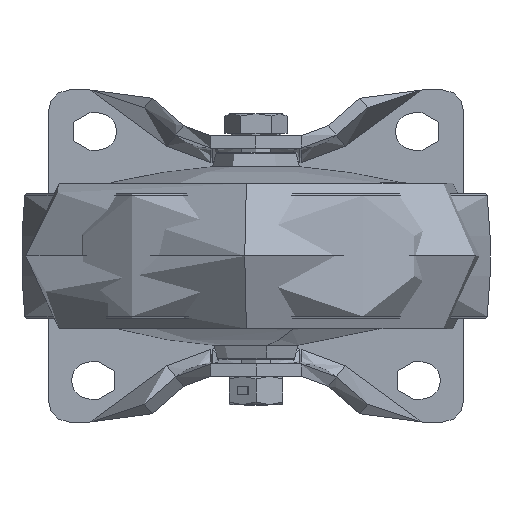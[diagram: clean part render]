
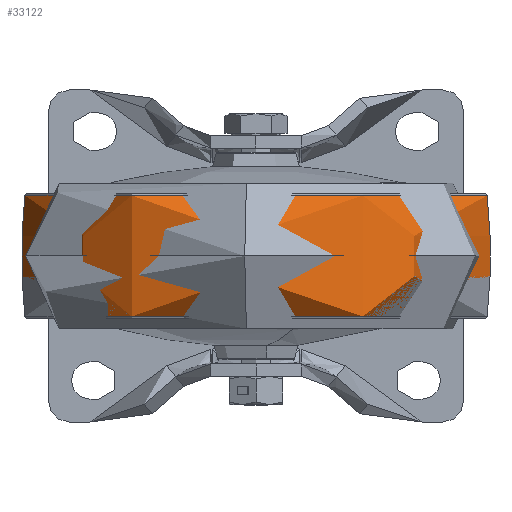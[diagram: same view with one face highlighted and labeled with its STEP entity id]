
A CAD part, front view. The second image highlights one B-rep face of the part: STEP entity #33122.
In plain terms, the highlighted toroidal (fillet/blend) face has major radius 83.478 mm and minor radius 140 mm.
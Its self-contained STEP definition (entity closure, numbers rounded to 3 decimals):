
#1318 = VERTEX_POINT ( 'NONE', #11096 ) ;
#2528 = EDGE_CURVE ( 'NONE', #41461, #57060, #17077, .T. ) ;
#3450 = FACE_OUTER_BOUND ( 'NONE', #47865, .T. ) ;
#4843 = AXIS2_PLACEMENT_3D ( 'NONE', #44708, #36131, #13219 ) ;
#4934 = CARTESIAN_POINT ( 'NONE',  ( 103.404, -92.5, 355.758 ) ) ;
#6303 = DIRECTION ( 'NONE',  ( -0.999, 0.043, 0. ) ) ;
#6833 = CARTESIAN_POINT ( 'NONE',  ( 186.804, -96.124, 355.758 ) ) ;
#8104 = DIRECTION ( 'NONE',  ( -0.999, 0.043, 0. ) ) ;
#8684 = ORIENTED_EDGE ( 'NONE', *, *, #25798, .T. ) ;
#11096 = CARTESIAN_POINT ( 'NONE',  ( 47.697, -90.079, 370.342 ) ) ;
#11372 = AXIS2_PLACEMENT_3D ( 'NONE', #6833, #25421, #44148 ) ;
#11766 = CIRCLE ( 'NONE', #54528, 55.76 ) ;
#13219 = DIRECTION ( 'NONE',  ( -0.999, 0.043, 0. ) ) ;
#17077 = CIRCLE ( 'NONE', #34663, 55.76 ) ;
#17709 = ORIENTED_EDGE ( 'NONE', *, *, #56540, .F. ) ;
#18472 = CIRCLE ( 'NONE', #4843, 140. ) ;
#22942 = DIRECTION ( 'NONE',  ( -0.999, 0.043, 0. ) ) ;
#25421 = DIRECTION ( 'NONE',  ( -0.043, -0.999, 0. ) ) ;
#25798 = EDGE_CURVE ( 'NONE', #54254, #1318, #11766, .T. ) ;
#26733 = CARTESIAN_POINT ( 'NONE',  ( 103.404, -92.5, 370.342 ) ) ;
#30346 = CARTESIAN_POINT ( 'NONE',  ( 159.112, -94.921, 341.173 ) ) ;
#31773 = TOROIDAL_SURFACE ( 'NONE', #39587, -83.478, 140. ) ;
#32423 = DIRECTION ( 'NONE',  ( 0., 0., -1. ) ) ;
#33122 = ADVANCED_FACE ( 'NONE', ( #3450 ), #31773, .T. ) ;
#34663 = AXIS2_PLACEMENT_3D ( 'NONE', #57634, #48201, #6303 ) ;
#36131 = DIRECTION ( 'NONE',  ( 0.043, 0.999, 0. ) ) ;
#36237 = DIRECTION ( 'NONE',  ( 0., 0., -1. ) ) ;
#39587 = AXIS2_PLACEMENT_3D ( 'NONE', #4934, #32423, #22942 ) ;
#41461 = VERTEX_POINT ( 'NONE', #30346 ) ;
#44148 = DIRECTION ( 'NONE',  ( 0.999, -0.043, 0. ) ) ;
#44708 = CARTESIAN_POINT ( 'NONE',  ( 20.005, -88.876, 355.758 ) ) ;
#47865 = EDGE_LOOP ( 'NONE', ( #17709, #8684, #60054, #52187 ) ) ;
#48201 = DIRECTION ( 'NONE',  ( 0., 0., -1. ) ) ;
#50059 = CARTESIAN_POINT ( 'NONE',  ( 159.112, -94.921, 370.342 ) ) ;
#51395 = CIRCLE ( 'NONE', #11372, 140. ) ;
#51603 = CARTESIAN_POINT ( 'NONE',  ( 47.697, -90.079, 341.173 ) ) ;
#52187 = ORIENTED_EDGE ( 'NONE', *, *, #2528, .F. ) ;
#52190 = EDGE_CURVE ( 'NONE', #1318, #57060, #51395, .T. ) ;
#54254 = VERTEX_POINT ( 'NONE', #50059 ) ;
#54528 = AXIS2_PLACEMENT_3D ( 'NONE', #26733, #36237, #8104 ) ;
#56540 = EDGE_CURVE ( 'NONE', #54254, #41461, #18472, .T. ) ;
#57060 = VERTEX_POINT ( 'NONE', #51603 ) ;
#57634 = CARTESIAN_POINT ( 'NONE',  ( 103.404, -92.5, 341.173 ) ) ;
#60054 = ORIENTED_EDGE ( 'NONE', *, *, #52190, .T. ) ;
